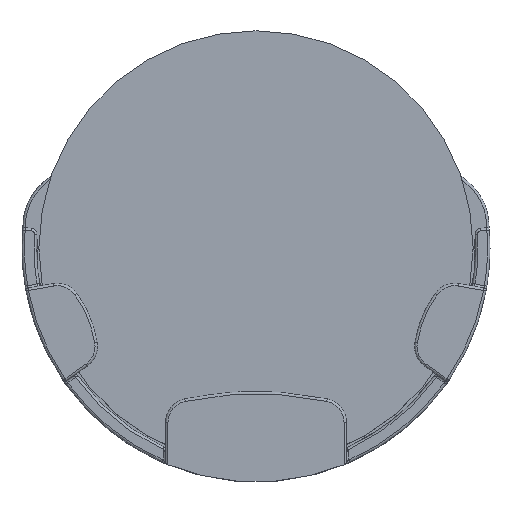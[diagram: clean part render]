
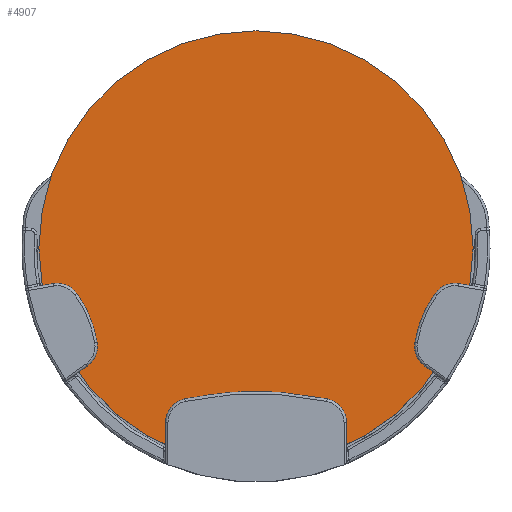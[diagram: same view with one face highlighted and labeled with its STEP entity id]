
A CAD part, top view. The second image highlights one B-rep face of the part: STEP entity #4907.
In plain terms, the highlighted planar face has unit normal (0, 0, 1).
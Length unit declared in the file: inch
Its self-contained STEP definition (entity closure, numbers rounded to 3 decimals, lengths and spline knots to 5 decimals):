
#1132=PLANE('',#5220);
#1360=FACE_OUTER_BOUND('',#1668,.T.);
#1668=EDGE_LOOP('',(#3386));
#2014=CIRCLE('',#5218,1.8);
#2188=VERTEX_POINT('',#7121);
#2655=EDGE_CURVE('',#2188,#2188,#2014,.T.);
#3386=ORIENTED_EDGE('',*,*,#2655,.T.);
#4907=ADVANCED_FACE('',(#1360),#1132,.T.);
#5218=AXIS2_PLACEMENT_3D('',#7122,#5693,#5694);
#5220=AXIS2_PLACEMENT_3D('',#7125,#5697,#5698);
#5693=DIRECTION('center_axis',(0.,0.,1.));
#5694=DIRECTION('ref_axis',(1.,0.,0.));
#5697=DIRECTION('center_axis',(0.,0.,1.));
#5698=DIRECTION('ref_axis',(1.,0.,0.));
#7121=CARTESIAN_POINT('',(-1.8,0.,0.54));
#7122=CARTESIAN_POINT('Origin',(0.,0.,0.54));
#7125=CARTESIAN_POINT('Origin',(0.,0.,0.54));
